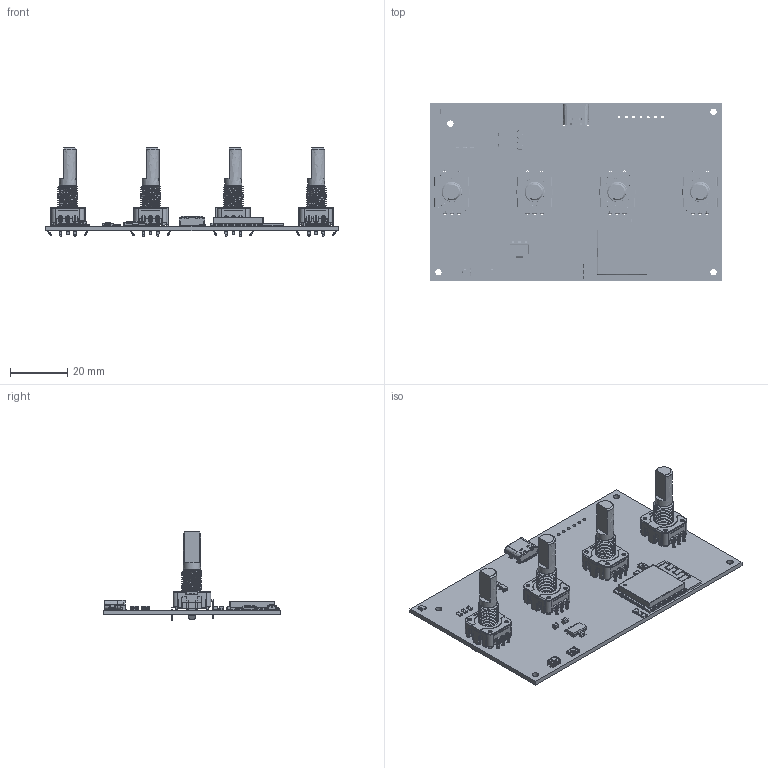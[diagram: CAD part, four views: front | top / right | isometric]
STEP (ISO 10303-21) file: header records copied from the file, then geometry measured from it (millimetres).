
FILE_DESCRIPTION(('KiCad electronic assembly'),'2;1');
FILE_NAME('Console.step','2022-03-16T13:03:32',('Pcbnew'),('Kicad'), 'Open CASCADE STEP processor 7.5','KiCad to STEP converter','Unknown' );
FILE_SCHEMA(('AUTOMOTIVE_DESIGN { 1 0 10303 214 1 1 1 1 }'));
Length unit declared in the file: millimetre
Products named in the file (20): Console 1; SOT-223; SOLID; Bourns_-_PEC11R-4220F-S0012; COMPOUND; R_0805_2012Metric; SKRKAEE020; TYPE-C-31-M-12; C_0805_2012Metric; SOT-23; LED_RGB_1210; ESP32-WROOM-32; Console PCB
Assembly tree (35 placements, depth 3):
  Console 1
    SOT-223
      SOLID
    Bourns_-_PEC11R-4220F-S0012  x4
      COMPOUND
    R_0805_2012Metric  x9
      SOLID
    SKRKAEE020  x2
      COMPOUND
    TYPE-C-31-M-12
      COMPOUND
    C_0805_2012Metric  x4
      SOLID
    SOT-23  x2
      SOLID
    LED_RGB_1210
      SOLID
    ESP32-WROOM-32
      SOLID
    Console PCB
Bounding box: 102 x 62.01 x 30.9 mm (x, y, z)
Volume: 16800.4 mm3; surface area: 25043.2 mm2
Topology: 151 solids, 156 shells, 6619 faces, 16825 edges, 10534 vertices
Faces by surface type: bspline 6532, cylinder 57, plane 30
Full cylindrical faces by diameter (mm): 0.7 x2, 1 x27, 2.2 x4
Entity records: 194160 total; most frequent: CARTESIAN_POINT 83547, B_SPLINE_CURVE_WITH_KNOTS 19498, ORIENTED_EDGE 15488, PCURVE 15488, DEFINITIONAL_REPRESENTATION 15488, EDGE_CURVE 7744, SURFACE_CURVE 7676, VERTEX_POINT 4850
